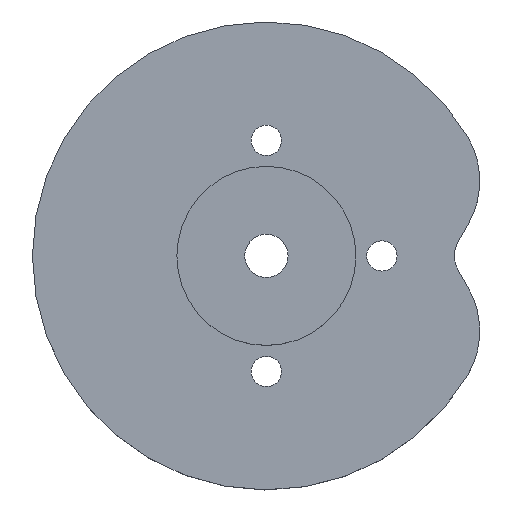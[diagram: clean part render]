
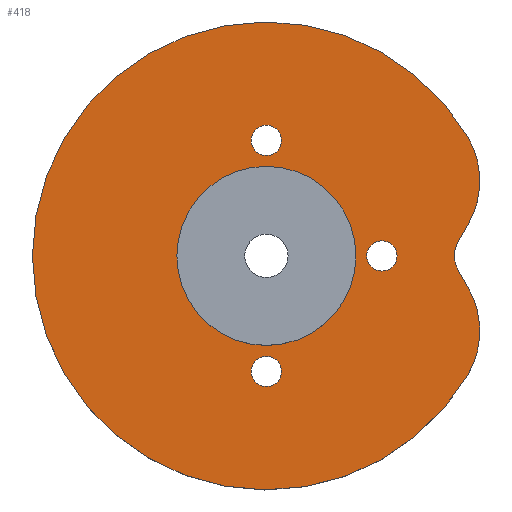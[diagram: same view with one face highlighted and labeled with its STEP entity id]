
A CAD part, top view. The second image highlights one B-rep face of the part: STEP entity #418.
In plain terms, the highlighted planar face has unit normal (0, 0, 1).
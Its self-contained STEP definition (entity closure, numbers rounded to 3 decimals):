
#17=FACE_BOUND('',#89,.T.);
#18=FACE_BOUND('',#90,.T.);
#19=FACE_BOUND('',#91,.T.);
#20=FACE_BOUND('',#92,.T.);
#42=PLANE('',#463);
#59=FACE_OUTER_BOUND('',#88,.T.);
#88=EDGE_LOOP('',(#340,#341,#342,#343,#344,#345));
#89=EDGE_LOOP('',(#346));
#90=EDGE_LOOP('',(#347));
#91=EDGE_LOOP('',(#348));
#92=EDGE_LOOP('',(#349));
#126=LINE('',#649,#146);
#138=LINE('',#693,#158);
#146=VECTOR('',#508,10.);
#158=VECTOR('',#552,10.);
#163=CIRCLE('',#437,2.);
#171=CIRCLE('',#452,6.);
#176=CIRCLE('',#460,6.);
#178=CIRCLE('',#464,16.2);
#179=CIRCLE('',#465,1.05);
#180=CIRCLE('',#466,6.2);
#181=CIRCLE('',#467,1.05);
#182=CIRCLE('',#468,1.05);
#196=VERTEX_POINT('',#639);
#197=VERTEX_POINT('',#641);
#199=VERTEX_POINT('',#647);
#212=VERTEX_POINT('',#684);
#213=VERTEX_POINT('',#685);
#218=VERTEX_POINT('',#702);
#220=VERTEX_POINT('',#711);
#221=VERTEX_POINT('',#713);
#222=VERTEX_POINT('',#715);
#223=VERTEX_POINT('',#717);
#236=EDGE_CURVE('',#196,#197,#163,.T.);
#240=EDGE_CURVE('',#196,#199,#126,.T.);
#257=EDGE_CURVE('',#212,#213,#171,.T.);
#261=EDGE_CURVE('',#212,#197,#138,.T.);
#267=EDGE_CURVE('',#218,#199,#176,.T.);
#270=EDGE_CURVE('',#218,#213,#178,.T.);
#271=EDGE_CURVE('',#220,#220,#179,.T.);
#272=EDGE_CURVE('',#221,#221,#180,.T.);
#273=EDGE_CURVE('',#222,#222,#181,.T.);
#274=EDGE_CURVE('',#223,#223,#182,.T.);
#340=ORIENTED_EDGE('',*,*,#257,.F.);
#341=ORIENTED_EDGE('',*,*,#261,.T.);
#342=ORIENTED_EDGE('',*,*,#236,.F.);
#343=ORIENTED_EDGE('',*,*,#240,.T.);
#344=ORIENTED_EDGE('',*,*,#267,.F.);
#345=ORIENTED_EDGE('',*,*,#270,.T.);
#346=ORIENTED_EDGE('',*,*,#271,.T.);
#347=ORIENTED_EDGE('',*,*,#272,.F.);
#348=ORIENTED_EDGE('',*,*,#273,.T.);
#349=ORIENTED_EDGE('',*,*,#274,.T.);
#418=ADVANCED_FACE('',(#59,#17,#18,#19,#20),#42,.T.);
#437=AXIS2_PLACEMENT_3D('',#642,#501,#502);
#452=AXIS2_PLACEMENT_3D('',#686,#544,#545);
#460=AXIS2_PLACEMENT_3D('',#704,#565,#566);
#463=AXIS2_PLACEMENT_3D('',#709,#572,#573);
#464=AXIS2_PLACEMENT_3D('',#710,#574,#575);
#465=AXIS2_PLACEMENT_3D('',#712,#576,#577);
#466=AXIS2_PLACEMENT_3D('',#714,#578,#579);
#467=AXIS2_PLACEMENT_3D('',#716,#580,#581);
#468=AXIS2_PLACEMENT_3D('',#718,#582,#583);
#501=DIRECTION('center_axis',(0.,0.,1.));
#502=DIRECTION('ref_axis',(-1.,0.,0.));
#508=DIRECTION('',(0.5,0.866,0.));
#544=DIRECTION('center_axis',(0.,0.,-1.));
#545=DIRECTION('ref_axis',(1.,-0.006,0.));
#552=DIRECTION('',(-0.5,0.866,0.));
#565=DIRECTION('center_axis',(0.,0.,-1.));
#566=DIRECTION('ref_axis',(1.,0.006,0.));
#572=DIRECTION('center_axis',(0.,0.,1.));
#573=DIRECTION('ref_axis',(1.,0.,0.));
#574=DIRECTION('center_axis',(0.,0.,1.));
#575=DIRECTION('ref_axis',(1.,0.,0.));
#576=DIRECTION('center_axis',(0.,0.,-1.));
#577=DIRECTION('ref_axis',(1.,0.,0.));
#578=DIRECTION('center_axis',(0.,0.,1.));
#579=DIRECTION('ref_axis',(1.,0.,0.));
#580=DIRECTION('center_axis',(0.,0.,-1.));
#581=DIRECTION('ref_axis',(1.,0.,0.));
#582=DIRECTION('center_axis',(0.,0.,-1.));
#583=DIRECTION('ref_axis',(1.,0.,0.));
#639=CARTESIAN_POINT('',(13.277,1.,-2.2));
#641=CARTESIAN_POINT('',(13.277,-1.,-2.2));
#642=CARTESIAN_POINT('Origin',(15.009,0.,-2.2));
#647=CARTESIAN_POINT('',(13.971,2.201,-2.2));
#649=CARTESIAN_POINT('',(12.499,-0.349,-2.2));
#684=CARTESIAN_POINT('',(13.971,-2.201,-2.2));
#685=CARTESIAN_POINT('',(13.936,-8.26,-2.2));
#686=CARTESIAN_POINT('Origin',(8.774,-5.201,-2.2));
#693=CARTESIAN_POINT('',(11.113,2.75,-2.2));
#702=CARTESIAN_POINT('',(13.936,8.26,-2.2));
#704=CARTESIAN_POINT('Origin',(8.774,5.201,-2.2));
#709=CARTESIAN_POINT('Origin',(0.,0.,-2.2));
#710=CARTESIAN_POINT('Origin',(0.,0.,-2.2));
#711=CARTESIAN_POINT('',(6.95,0.,-2.2));
#712=CARTESIAN_POINT('Origin',(8.,0.,-2.2));
#713=CARTESIAN_POINT('',(0.,-6.2,-2.2));
#714=CARTESIAN_POINT('Origin',(0.,0.,-2.2));
#715=CARTESIAN_POINT('',(0.,-6.95,-2.2));
#716=CARTESIAN_POINT('Origin',(0.,-8.,-2.2));
#717=CARTESIAN_POINT('',(0.,9.05,-2.2));
#718=CARTESIAN_POINT('Origin',(0.,8.,-2.2));
